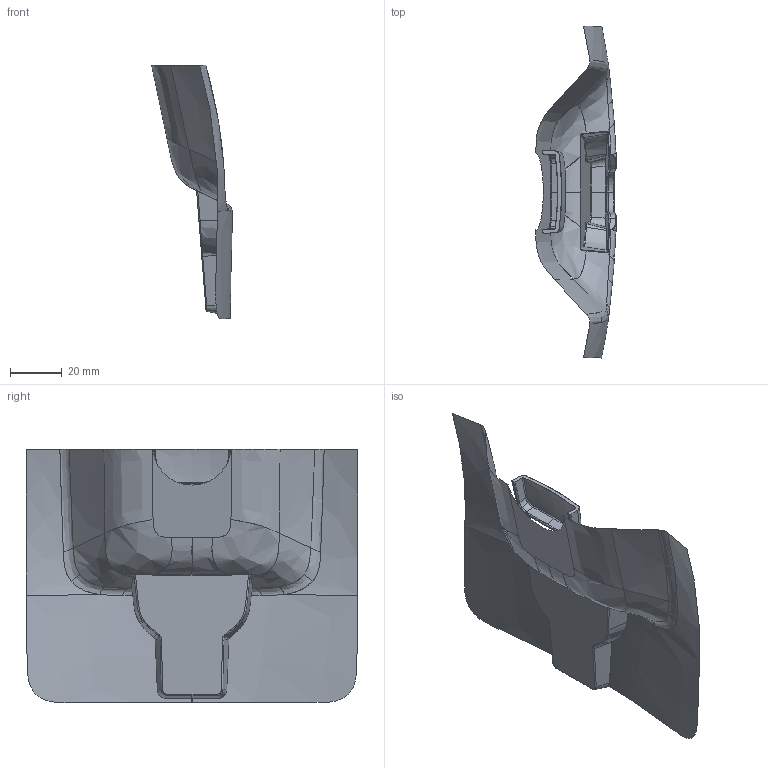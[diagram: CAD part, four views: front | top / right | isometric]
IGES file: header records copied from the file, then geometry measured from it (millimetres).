
Start section: START RECORD GO HERE.
Global section: file name: FITS_DIY_CAD_console_revc.igs; native system: DASSAULT SYSTEMES CATIA Version 5-6 Release 2020 - www.3ds.com; preprocessor: V5-6R2020_5.30.3.29.10-04-2021.15.15; author: GMARSH66; organization: FORDNA1; date: 20220120.093113; units: millimetre
Bounding box: 31.08 x 128.04 x 97.7 mm (x, y, z)
Surface area: 17469.4 mm2 (no closed solid volume)
Topology: 0 solids, 0 shells, 252 faces, 1358 edges, 1357 vertices
Faces by surface type: bspline 197, revolution 35, plane 18, extrusion 2
